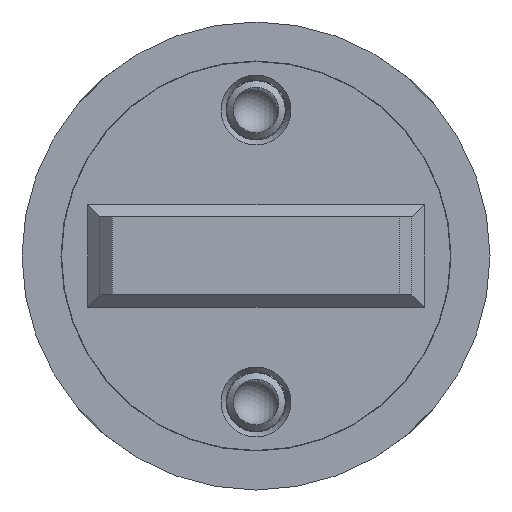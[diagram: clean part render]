
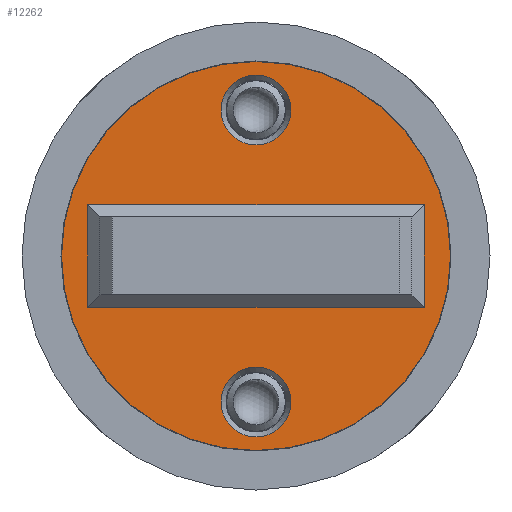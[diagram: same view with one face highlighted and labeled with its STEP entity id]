
A CAD part, left-side view. The second image highlights one B-rep face of the part: STEP entity #12262.
In plain terms, the highlighted planar face has unit normal (-1, 0, 0).
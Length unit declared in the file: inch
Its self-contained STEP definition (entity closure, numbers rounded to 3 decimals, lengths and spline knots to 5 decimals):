
#575 = VERTEX_POINT ( 'NONE', #17342 ) ;
#799 = VECTOR ( 'NONE', #42493, 39.37008 ) ;
#1402 = VECTOR ( 'NONE', #16689, 39.37008 ) ;
#1548 = FACE_OUTER_BOUND ( 'NONE', #40684, .T. ) ;
#1830 = CARTESIAN_POINT ( 'NONE',  ( -0.375, 0.54, 0.165 ) ) ;
#1917 = VERTEX_POINT ( 'NONE', #37599 ) ;
#1922 = VERTEX_POINT ( 'NONE', #1830 ) ;
#2750 = AXIS2_PLACEMENT_3D ( 'NONE', #43608, #30230, #30015 ) ;
#5559 = VERTEX_POINT ( 'NONE', #13572 ) ;
#6975 = FACE_BOUND ( 'NONE', #10253, .T. ) ;
#8119 = CARTESIAN_POINT ( 'NONE',  ( -0.375, -0.6235, 0. ) ) ;
#9977 = FACE_BOUND ( 'NONE', #36697, .T. ) ;
#10031 = EDGE_CURVE ( 'NONE', #11472, #11472, #20856, .T. ) ;
#10089 = CARTESIAN_POINT ( 'NONE',  ( -0.375, 0., -0.468 ) ) ;
#10253 = EDGE_LOOP ( 'NONE', ( #49578, #15293, #28359, #35783 ) ) ;
#11004 = EDGE_CURVE ( 'NONE', #15083, #15083, #42524, .T. ) ;
#11272 = LINE ( 'NONE', #23974, #38143 ) ;
#11472 = VERTEX_POINT ( 'NONE', #38415 ) ;
#12262 = ADVANCED_FACE ( 'NONE', ( #9977, #40761, #6975, #1548 ), #15808, .F. ) ;
#13572 = CARTESIAN_POINT ( 'NONE',  ( -0.375, 0.112, -0.468 ) ) ;
#15083 = VERTEX_POINT ( 'NONE', #8119 ) ;
#15293 = ORIENTED_EDGE ( 'NONE', *, *, #43120, .T. ) ;
#15614 = CARTESIAN_POINT ( 'NONE',  ( -0.375, 0.54, 0.125 ) ) ;
#15808 = PLANE ( 'NONE',  #17421 ) ;
#15841 = AXIS2_PLACEMENT_3D ( 'NONE', #10089, #25577, #40344 ) ;
#16689 = DIRECTION ( 'NONE',  ( 0., -1., 0. ) ) ;
#17342 = CARTESIAN_POINT ( 'NONE',  ( -0.375, 0.54, -0.165 ) ) ;
#17421 = AXIS2_PLACEMENT_3D ( 'NONE', #38070, #26454, #45817 ) ;
#19029 = ORIENTED_EDGE ( 'NONE', *, *, #11004, .F. ) ;
#19499 = LINE ( 'NONE', #37878, #1402 ) ;
#20856 = CIRCLE ( 'NONE', #31195, 0.112 ) ;
#22932 = EDGE_CURVE ( 'NONE', #1922, #1917, #19499, .T. ) ;
#23974 = CARTESIAN_POINT ( 'NONE',  ( -0.375, 0.5, -0.165 ) ) ;
#25487 = VERTEX_POINT ( 'NONE', #43147 ) ;
#25577 = DIRECTION ( 'NONE',  ( -1., 0., 0. ) ) ;
#26454 = DIRECTION ( 'NONE',  ( 1., 0., 0. ) ) ;
#26642 = LINE ( 'NONE', #32332, #799 ) ;
#27398 = DIRECTION ( 'NONE',  ( -1., 0., 0. ) ) ;
#27491 = DIRECTION ( 'NONE',  ( 0., 1., 0. ) ) ;
#27520 = CARTESIAN_POINT ( 'NONE',  ( -0.375, 0., 0.468 ) ) ;
#28359 = ORIENTED_EDGE ( 'NONE', *, *, #47809, .T. ) ;
#29316 = LINE ( 'NONE', #15614, #39637 ) ;
#30015 = DIRECTION ( 'NONE',  ( 0., -1., 0. ) ) ;
#30230 = DIRECTION ( 'NONE',  ( 1., 0., 0. ) ) ;
#31195 = AXIS2_PLACEMENT_3D ( 'NONE', #27520, #27398, #31551 ) ;
#31288 = EDGE_LOOP ( 'NONE', ( #31689 ) ) ;
#31551 = DIRECTION ( 'NONE',  ( 0., 1., 0. ) ) ;
#31689 = ORIENTED_EDGE ( 'NONE', *, *, #10031, .F. ) ;
#32332 = CARTESIAN_POINT ( 'NONE',  ( -0.375, -0.54, -0.125 ) ) ;
#34482 = CIRCLE ( 'NONE', #15841, 0.112 ) ;
#35783 = ORIENTED_EDGE ( 'NONE', *, *, #39598, .T. ) ;
#36697 = EDGE_LOOP ( 'NONE', ( #48748 ) ) ;
#37599 = CARTESIAN_POINT ( 'NONE',  ( -0.375, -0.54, 0.165 ) ) ;
#37878 = CARTESIAN_POINT ( 'NONE',  ( -0.375, -0.5, 0.165 ) ) ;
#38070 = CARTESIAN_POINT ( 'NONE',  ( -0.375, 0., 0. ) ) ;
#38143 = VECTOR ( 'NONE', #27491, 39.37008 ) ;
#38415 = CARTESIAN_POINT ( 'NONE',  ( -0.375, 0.112, 0.468 ) ) ;
#39598 = EDGE_CURVE ( 'NONE', #575, #1922, #29316, .T. ) ;
#39637 = VECTOR ( 'NONE', #43560, 39.37008 ) ;
#40344 = DIRECTION ( 'NONE',  ( 0., 1., 0. ) ) ;
#40684 = EDGE_LOOP ( 'NONE', ( #19029 ) ) ;
#40761 = FACE_BOUND ( 'NONE', #31288, .T. ) ;
#40855 = EDGE_CURVE ( 'NONE', #5559, #5559, #34482, .T. ) ;
#42493 = DIRECTION ( 'NONE',  ( 0., 0., -1. ) ) ;
#42524 = CIRCLE ( 'NONE', #2750, 0.6235 ) ;
#43120 = EDGE_CURVE ( 'NONE', #1917, #25487, #26642, .T. ) ;
#43147 = CARTESIAN_POINT ( 'NONE',  ( -0.375, -0.54, -0.165 ) ) ;
#43560 = DIRECTION ( 'NONE',  ( 0., 0., 1. ) ) ;
#43608 = CARTESIAN_POINT ( 'NONE',  ( -0.375, 0., 0. ) ) ;
#45817 = DIRECTION ( 'NONE',  ( 0., -1., 0. ) ) ;
#47809 = EDGE_CURVE ( 'NONE', #25487, #575, #11272, .T. ) ;
#48748 = ORIENTED_EDGE ( 'NONE', *, *, #40855, .F. ) ;
#49578 = ORIENTED_EDGE ( 'NONE', *, *, #22932, .T. ) ;
